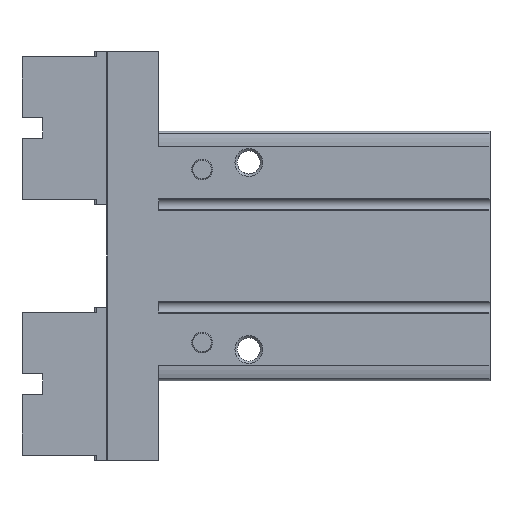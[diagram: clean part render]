
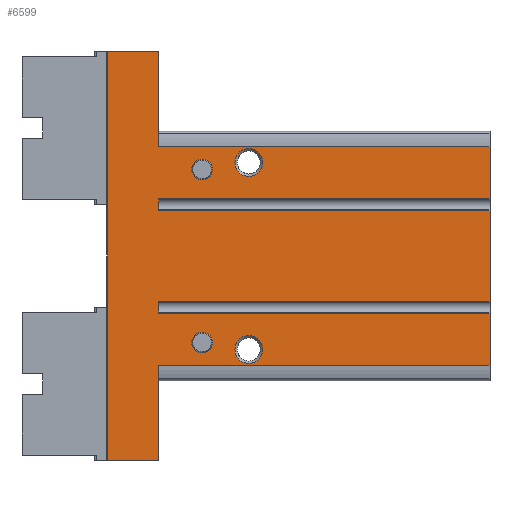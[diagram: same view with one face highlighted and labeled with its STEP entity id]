
A CAD part, left-side view. The second image highlights one B-rep face of the part: STEP entity #6599.
In plain terms, the highlighted face is planar.
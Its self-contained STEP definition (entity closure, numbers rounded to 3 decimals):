
#214=LINE('',#10229,#776);
#246=LINE('',#10375,#808);
#251=LINE('',#10399,#813);
#288=LINE('',#10582,#850);
#289=LINE('',#10590,#851);
#290=LINE('',#10592,#852);
#291=LINE('',#10594,#853);
#292=LINE('',#10595,#854);
#293=LINE('',#10597,#855);
#294=LINE('',#10599,#856);
#295=LINE('',#10600,#857);
#296=LINE('',#10602,#858);
#297=LINE('',#10604,#859);
#298=LINE('',#10606,#860);
#299=LINE('',#10608,#861);
#300=LINE('',#10610,#862);
#776=VECTOR('',#8001,1000.);
#808=VECTOR('',#8117,1000.);
#813=VECTOR('',#8136,1000.);
#850=VECTOR('',#8243,1000.);
#851=VECTOR('',#8252,1000.);
#852=VECTOR('',#8253,1000.);
#853=VECTOR('',#8254,1000.);
#854=VECTOR('',#8255,1000.);
#855=VECTOR('',#8256,1000.);
#856=VECTOR('',#8257,1000.);
#857=VECTOR('',#8258,1000.);
#858=VECTOR('',#8259,1000.);
#859=VECTOR('',#8260,1000.);
#860=VECTOR('',#8261,1000.);
#861=VECTOR('',#8262,1000.);
#862=VECTOR('',#8263,1000.);
#1279=PLANE('',#7156);
#1849=ORIENTED_EDGE('',*,*,#3383,.F.);
#1850=ORIENTED_EDGE('',*,*,#3387,.F.);
#1851=ORIENTED_EDGE('',*,*,#3706,.F.);
#1852=ORIENTED_EDGE('',*,*,#3707,.F.);
#1853=ORIENTED_EDGE('',*,*,#3544,.T.);
#1854=ORIENTED_EDGE('',*,*,#3708,.F.);
#1855=ORIENTED_EDGE('',*,*,#3709,.T.);
#1856=ORIENTED_EDGE('',*,*,#3710,.T.);
#1857=ORIENTED_EDGE('',*,*,#3630,.T.);
#1858=ORIENTED_EDGE('',*,*,#3711,.F.);
#1859=ORIENTED_EDGE('',*,*,#3712,.T.);
#1860=ORIENTED_EDGE('',*,*,#3713,.T.);
#1861=ORIENTED_EDGE('',*,*,#3618,.T.);
#1862=ORIENTED_EDGE('',*,*,#3714,.F.);
#1863=ORIENTED_EDGE('',*,*,#3715,.F.);
#1864=ORIENTED_EDGE('',*,*,#3716,.F.);
#1865=ORIENTED_EDGE('',*,*,#3717,.T.);
#1866=ORIENTED_EDGE('',*,*,#3718,.T.);
#1867=ORIENTED_EDGE('',*,*,#3719,.F.);
#1868=ORIENTED_EDGE('',*,*,#3704,.T.);
#3383=EDGE_CURVE('',#4346,#4346,#5017,.T.);
#3387=EDGE_CURVE('',#4350,#4350,#5021,.T.);
#3544=EDGE_CURVE('',#4472,#4471,#214,.T.);
#3618=EDGE_CURVE('',#4544,#4543,#246,.T.);
#3630=EDGE_CURVE('',#4556,#4555,#251,.T.);
#3704=EDGE_CURVE('',#4619,#4472,#288,.T.);
#3706=EDGE_CURVE('',#4620,#4620,#5136,.T.);
#3707=EDGE_CURVE('',#4621,#4621,#5137,.T.);
#3708=EDGE_CURVE('',#4622,#4471,#289,.T.);
#3709=EDGE_CURVE('',#4622,#4623,#290,.T.);
#3710=EDGE_CURVE('',#4623,#4556,#291,.T.);
#3711=EDGE_CURVE('',#4624,#4555,#292,.T.);
#3712=EDGE_CURVE('',#4624,#4625,#293,.T.);
#3713=EDGE_CURVE('',#4625,#4544,#294,.T.);
#3714=EDGE_CURVE('',#4626,#4543,#295,.T.);
#3715=EDGE_CURVE('',#4627,#4626,#296,.T.);
#3716=EDGE_CURVE('',#4628,#4627,#297,.T.);
#3717=EDGE_CURVE('',#4628,#4629,#298,.T.);
#3718=EDGE_CURVE('',#4629,#4630,#299,.T.);
#3719=EDGE_CURVE('',#4619,#4630,#300,.T.);
#4346=VERTEX_POINT('',#9792);
#4350=VERTEX_POINT('',#9802);
#4471=VERTEX_POINT('',#10228);
#4472=VERTEX_POINT('',#10230);
#4543=VERTEX_POINT('',#10374);
#4544=VERTEX_POINT('',#10376);
#4555=VERTEX_POINT('',#10398);
#4556=VERTEX_POINT('',#10400);
#4619=VERTEX_POINT('',#10583);
#4620=VERTEX_POINT('',#10587);
#4621=VERTEX_POINT('',#10589);
#4622=VERTEX_POINT('',#10591);
#4623=VERTEX_POINT('',#10593);
#4624=VERTEX_POINT('',#10596);
#4625=VERTEX_POINT('',#10598);
#4626=VERTEX_POINT('',#10601);
#4627=VERTEX_POINT('',#10603);
#4628=VERTEX_POINT('',#10605);
#4629=VERTEX_POINT('',#10607);
#4630=VERTEX_POINT('',#10609);
#5017=CIRCLE('',#6980,3.);
#5021=CIRCLE('',#6986,3.);
#5136=CIRCLE('',#7157,4.);
#5137=CIRCLE('',#7158,4.);
#5441=EDGE_LOOP('',(#1849));
#5442=EDGE_LOOP('',(#1850));
#5443=EDGE_LOOP('',(#1851));
#5444=EDGE_LOOP('',(#1852));
#5445=EDGE_LOOP('',(#1853,#1854,#1855,#1856,#1857,#1858,#1859,#1860,#1861,
#1862,#1863,#1864,#1865,#1866,#1867,#1868));
#5947=FACE_BOUND('',#5441,.T.);
#5948=FACE_BOUND('',#5442,.T.);
#5949=FACE_BOUND('',#5443,.T.);
#5950=FACE_BOUND('',#5444,.T.);
#5951=FACE_BOUND('',#5445,.T.);
#6599=ADVANCED_FACE('',(#5947,#5948,#5949,#5950,#5951),#1279,.F.);
#6980=AXIS2_PLACEMENT_3D('',#9791,#7734,#7735);
#6986=AXIS2_PLACEMENT_3D('',#9801,#7746,#7747);
#7156=AXIS2_PLACEMENT_3D('',#10585,#8246,#8247);
#7157=AXIS2_PLACEMENT_3D('',#10586,#8248,#8249);
#7158=AXIS2_PLACEMENT_3D('',#10588,#8250,#8251);
#7734=DIRECTION('',(0.,0.,1.));
#7735=DIRECTION('',(1.,0.,0.));
#7746=DIRECTION('',(0.,0.,1.));
#7747=DIRECTION('',(1.,0.,0.));
#8001=DIRECTION('',(1.,0.,0.));
#8117=DIRECTION('',(1.,0.,0.));
#8136=DIRECTION('',(1.,0.,0.));
#8243=DIRECTION('',(0.,-1.,0.));
#8246=DIRECTION('',(0.,0.,-1.));
#8247=DIRECTION('',(-1.,0.,0.));
#8248=DIRECTION('',(0.,0.,1.));
#8249=DIRECTION('',(1.,0.,0.));
#8250=DIRECTION('',(0.,0.,1.));
#8251=DIRECTION('',(1.,0.,0.));
#8252=DIRECTION('',(0.,-1.,0.));
#8253=DIRECTION('',(1.,0.,0.));
#8254=DIRECTION('',(0.,-1.,0.));
#8255=DIRECTION('',(0.,-1.,0.));
#8256=DIRECTION('',(1.,0.,0.));
#8257=DIRECTION('',(0.,-1.,0.));
#8258=DIRECTION('',(0.,-1.,0.));
#8259=DIRECTION('',(-1.,0.,0.));
#8260=DIRECTION('',(0.,-1.,0.));
#8261=DIRECTION('',(-1.,0.,0.));
#8262=DIRECTION('',(0.,-1.,0.));
#8263=DIRECTION('',(-1.,0.,0.));
#9791=CARTESIAN_POINT('',(-25.,83.15,24.));
#9792=CARTESIAN_POINT('',(-22.,83.15,24.));
#9801=CARTESIAN_POINT('',(25.,83.15,24.));
#9802=CARTESIAN_POINT('',(28.,83.15,24.));
#10228=CARTESIAN_POINT('',(-16.5,0.,24.));
#10229=CARTESIAN_POINT('',(-31.5,0.,24.));
#10230=CARTESIAN_POINT('',(-31.5,0.,24.));
#10374=CARTESIAN_POINT('',(31.5,0.,24.));
#10375=CARTESIAN_POINT('',(-31.5,0.,24.));
#10376=CARTESIAN_POINT('',(16.5,0.,24.));
#10398=CARTESIAN_POINT('',(13.1,0.,24.));
#10399=CARTESIAN_POINT('',(-31.5,0.,24.));
#10400=CARTESIAN_POINT('',(-13.1,0.,24.));
#10582=CARTESIAN_POINT('',(-31.5,95.65,24.));
#10583=CARTESIAN_POINT('',(-31.5,95.65,24.));
#10585=CARTESIAN_POINT('',(-31.5,95.65,24.));
#10586=CARTESIAN_POINT('',(-27.,69.65,24.));
#10587=CARTESIAN_POINT('',(-23.,69.65,24.));
#10588=CARTESIAN_POINT('',(27.,69.65,24.));
#10589=CARTESIAN_POINT('',(31.,69.65,24.));
#10590=CARTESIAN_POINT('',(-16.5,95.65,24.));
#10591=CARTESIAN_POINT('',(-16.5,95.65,24.));
#10592=CARTESIAN_POINT('',(-16.5,95.65,24.));
#10593=CARTESIAN_POINT('',(-13.1,95.65,24.));
#10594=CARTESIAN_POINT('',(-13.1,95.65,24.));
#10595=CARTESIAN_POINT('',(13.1,95.65,24.));
#10596=CARTESIAN_POINT('',(13.1,95.65,24.));
#10597=CARTESIAN_POINT('',(13.1,95.65,24.));
#10598=CARTESIAN_POINT('',(16.5,95.65,24.));
#10599=CARTESIAN_POINT('',(16.5,95.65,24.));
#10600=CARTESIAN_POINT('',(31.5,95.65,24.));
#10601=CARTESIAN_POINT('',(31.5,95.65,24.));
#10602=CARTESIAN_POINT('',(59.,95.65,24.));
#10603=CARTESIAN_POINT('',(59.,95.65,24.));
#10604=CARTESIAN_POINT('',(59.,110.45,24.));
#10605=CARTESIAN_POINT('',(59.,110.45,24.));
#10606=CARTESIAN_POINT('',(59.,110.45,24.));
#10607=CARTESIAN_POINT('',(-59.,110.45,24.));
#10608=CARTESIAN_POINT('',(-59.,110.45,24.));
#10609=CARTESIAN_POINT('',(-59.,95.65,24.));
#10610=CARTESIAN_POINT('',(59.,95.65,24.));
